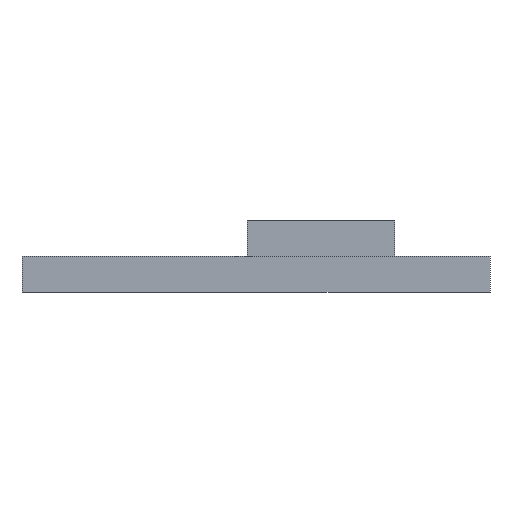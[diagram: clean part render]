
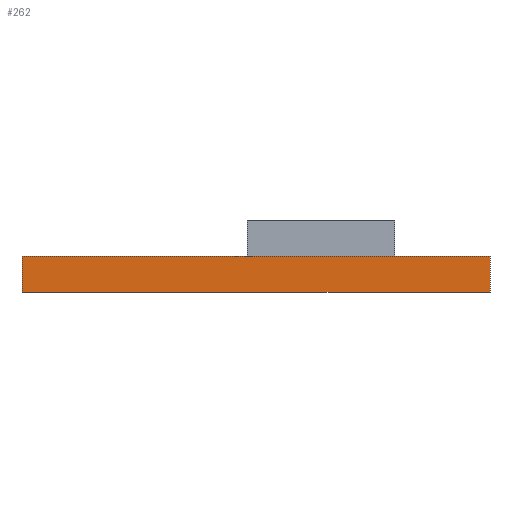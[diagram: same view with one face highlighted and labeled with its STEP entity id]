
A CAD part, left-side view. The second image highlights one B-rep face of the part: STEP entity #262.
In plain terms, the highlighted planar face has unit normal (-1, 0, 0).
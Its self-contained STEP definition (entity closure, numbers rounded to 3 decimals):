
#1 = VERTEX_POINT ( 'NONE', #639 ) ;
#143 = DIRECTION ( 'NONE',  ( 1., 0., 0. ) ) ;
#222 = CARTESIAN_POINT ( 'NONE',  ( -125.315, 51.737, 5. ) ) ;
#262 = ADVANCED_FACE ( 'NONE', ( #766 ), #582, .F. ) ;
#314 = CARTESIAN_POINT ( 'NONE',  ( -125.315, -13.263, 0. ) ) ;
#343 = DIRECTION ( 'NONE',  ( 0., -1., 0. ) ) ;
#421 = VECTOR ( 'NONE', #855, 1000. ) ;
#425 = VERTEX_POINT ( 'NONE', #314 ) ;
#433 = CARTESIAN_POINT ( 'NONE',  ( -125.315, 51.737, 5. ) ) ;
#534 = DIRECTION ( 'NONE',  ( 0., 0., -1. ) ) ;
#542 = ORIENTED_EDGE ( 'NONE', *, *, #1158, .F. ) ;
#569 = EDGE_LOOP ( 'NONE', ( #2323, #1462, #542, #2528 ) ) ;
#582 = PLANE ( 'NONE',  #2485 ) ;
#592 = VERTEX_POINT ( 'NONE', #842 ) ;
#639 = CARTESIAN_POINT ( 'NONE',  ( -125.315, 51.737, 5. ) ) ;
#766 = FACE_OUTER_BOUND ( 'NONE', #569, .T. ) ;
#842 = CARTESIAN_POINT ( 'NONE',  ( -125.315, 51.737, 0. ) ) ;
#855 = DIRECTION ( 'NONE',  ( 0., -1., 0. ) ) ;
#941 = VECTOR ( 'NONE', #343, 1000. ) ;
#1158 = EDGE_CURVE ( 'NONE', #1, #2308, #1848, .T. ) ;
#1171 = CARTESIAN_POINT ( 'NONE',  ( -125.315, -13.263, 5. ) ) ;
#1404 = CARTESIAN_POINT ( 'NONE',  ( -125.315, 51.737, 5. ) ) ;
#1462 = ORIENTED_EDGE ( 'NONE', *, *, #2291, .F. ) ;
#1610 = LINE ( 'NONE', #2188, #941 ) ;
#1625 = VECTOR ( 'NONE', #534, 1000. ) ;
#1848 = LINE ( 'NONE', #222, #421 ) ;
#1878 = LINE ( 'NONE', #433, #2637 ) ;
#1974 = DIRECTION ( 'NONE',  ( 0., 0., -1. ) ) ;
#2188 = CARTESIAN_POINT ( 'NONE',  ( -125.315, 51.737, 0. ) ) ;
#2291 = EDGE_CURVE ( 'NONE', #2308, #425, #2382, .T. ) ;
#2308 = VERTEX_POINT ( 'NONE', #2609 ) ;
#2323 = ORIENTED_EDGE ( 'NONE', *, *, #2342, .T. ) ;
#2342 = EDGE_CURVE ( 'NONE', #592, #425, #1610, .T. ) ;
#2382 = LINE ( 'NONE', #1171, #1625 ) ;
#2447 = DIRECTION ( 'NONE',  ( 0., 0., -1. ) ) ;
#2485 = AXIS2_PLACEMENT_3D ( 'NONE', #1404, #143, #1974 ) ;
#2489 = EDGE_CURVE ( 'NONE', #1, #592, #1878, .T. ) ;
#2528 = ORIENTED_EDGE ( 'NONE', *, *, #2489, .T. ) ;
#2609 = CARTESIAN_POINT ( 'NONE',  ( -125.315, -13.263, 5. ) ) ;
#2637 = VECTOR ( 'NONE', #2447, 1000. ) ;
